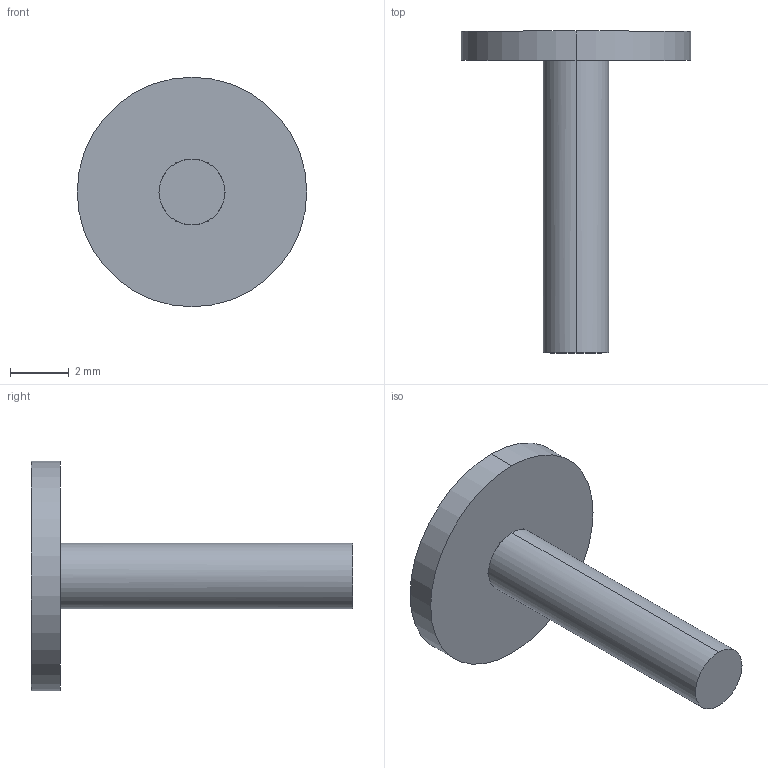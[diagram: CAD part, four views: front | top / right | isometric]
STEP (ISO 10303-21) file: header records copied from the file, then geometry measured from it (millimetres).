
FILE_DESCRIPTION (( 'STEP AP203' ), '1' );
FILE_NAME ('Tarot Motor Mount Screw_Default_sldprt.STEP', '2017-11-29T20:53:03', ( '' ), ( '' ), 'SwSTEP 2.0', 'SolidWorks 2017', '' );
FILE_SCHEMA (( 'CONFIG_CONTROL_DESIGN' ));
Length unit declared in the file: millimetre
Products named in the file (1): Tarot Motor Mount Screw_Default_sldprt
Bounding box: 7.85 x 11 x 7.85 mm (x, y, z)
Volume: 84.7 mm3; surface area: 199.1 mm2
Topology: 1 solids, 1 shells, 14 faces, 54 edges, 32 vertices
Faces by surface type: plane 10, cylinder 4
Entity records: 663 total; most frequent: ORIENTED_EDGE 108, DIRECTION 104, CARTESIAN_POINT 101, EDGE_CURVE 54, AXIS2_PLACEMENT_3D 35, VECTOR 34, LINE 34, VERTEX_POINT 32
